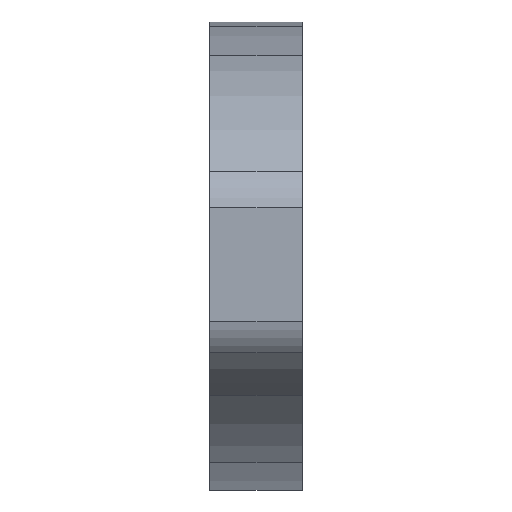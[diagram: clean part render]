
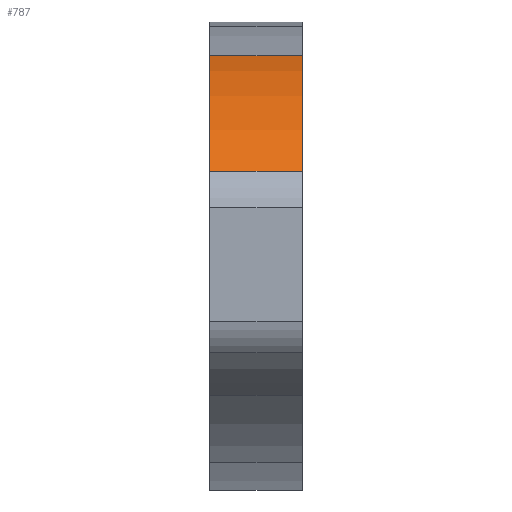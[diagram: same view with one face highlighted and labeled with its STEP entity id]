
A CAD part, left-side view. The second image highlights one B-rep face of the part: STEP entity #787.
In plain terms, the highlighted cylindrical face has radius 21.027 mm (diameter 42.055 mm), a partial arc.
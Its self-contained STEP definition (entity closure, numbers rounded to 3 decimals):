
#65=FACE_OUTER_BOUND('',#106,.T.);
#106=EDGE_LOOP('',(#620,#621,#622,#623));
#171=LINE('',#1369,#230);
#172=LINE('',#1375,#231);
#230=VECTOR('',#1123,10.);
#231=VECTOR('',#1130,10.);
#285=CIRCLE('',#895,21.027);
#286=CIRCLE('',#896,21.027);
#361=VERTEX_POINT('',#1365);
#362=VERTEX_POINT('',#1367);
#363=VERTEX_POINT('',#1371);
#364=VERTEX_POINT('',#1373);
#471=EDGE_CURVE('',#361,#362,#171,.T.);
#472=EDGE_CURVE('',#363,#361,#285,.T.);
#473=EDGE_CURVE('',#364,#362,#286,.T.);
#474=EDGE_CURVE('',#363,#364,#172,.T.);
#620=ORIENTED_EDGE('',*,*,#472,.T.);
#621=ORIENTED_EDGE('',*,*,#471,.T.);
#622=ORIENTED_EDGE('',*,*,#473,.F.);
#623=ORIENTED_EDGE('',*,*,#474,.F.);
#749=CYLINDRICAL_SURFACE('',#894,21.027);
#787=ADVANCED_FACE('',(#65),#749,.T.);
#894=AXIS2_PLACEMENT_3D('',#1370,#1124,#1125);
#895=AXIS2_PLACEMENT_3D('',#1372,#1126,#1127);
#896=AXIS2_PLACEMENT_3D('',#1374,#1128,#1129);
#1123=DIRECTION('',(0.,1.,0.));
#1124=DIRECTION('center_axis',(0.,1.,0.));
#1125=DIRECTION('ref_axis',(-0.726,0.,0.688));
#1126=DIRECTION('center_axis',(0.,1.,0.));
#1127=DIRECTION('ref_axis',(-0.726,0.,0.688));
#1128=DIRECTION('center_axis',(0.,1.,0.));
#1129=DIRECTION('ref_axis',(-0.726,0.,0.688));
#1130=DIRECTION('',(0.,1.,0.));
#1365=CARTESIAN_POINT('',(-191.543,0.,40.979));
#1367=CARTESIAN_POINT('',(-191.543,5.,40.979));
#1369=CARTESIAN_POINT('',(-191.543,0.,40.979));
#1370=CARTESIAN_POINT('Origin',(-187.878,0.,20.273));
#1371=CARTESIAN_POINT('',(-203.146,0.,34.732));
#1372=CARTESIAN_POINT('Origin',(-187.878,0.,20.273));
#1373=CARTESIAN_POINT('',(-203.146,5.,34.732));
#1374=CARTESIAN_POINT('Origin',(-187.878,5.,20.273));
#1375=CARTESIAN_POINT('',(-203.146,0.,34.732));
